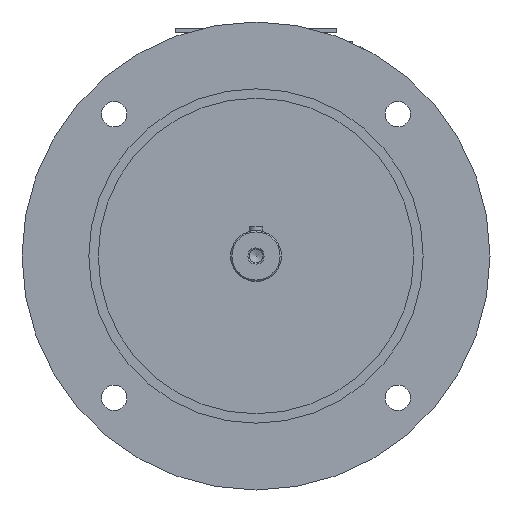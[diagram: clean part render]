
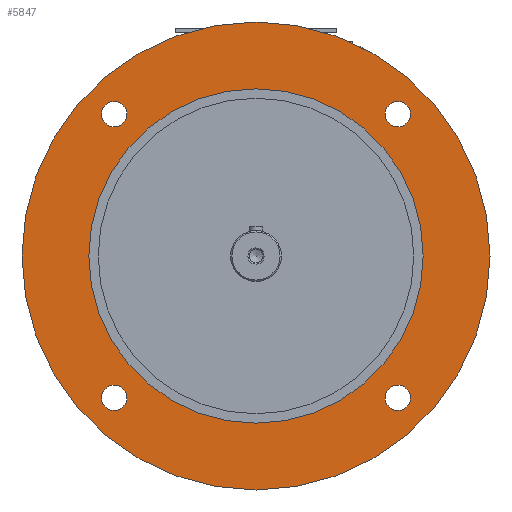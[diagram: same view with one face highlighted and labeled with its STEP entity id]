
A CAD part, front view. The second image highlights one B-rep face of the part: STEP entity #5847.
In plain terms, the highlighted planar face has unit normal (0, -1, 0).
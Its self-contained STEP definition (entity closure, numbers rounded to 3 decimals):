
#1292=PLANE('',#8509);
#1581=ORIENTED_EDGE('',*,*,#3338,.F.);
#1582=ORIENTED_EDGE('',*,*,#3340,.F.);
#1583=ORIENTED_EDGE('',*,*,#3342,.F.);
#1584=ORIENTED_EDGE('',*,*,#3352,.F.);
#1585=ORIENTED_EDGE('',*,*,#3351,.F.);
#1586=ORIENTED_EDGE('',*,*,#3347,.T.);
#3338=EDGE_CURVE('',#4228,#4228,#4803,.T.);
#3340=EDGE_CURVE('',#4230,#4230,#4805,.T.);
#3342=EDGE_CURVE('',#4232,#4232,#4807,.T.);
#3347=EDGE_CURVE('',#4237,#4237,#4812,.T.);
#3351=EDGE_CURVE('',#4241,#4241,#4816,.T.);
#3352=EDGE_CURVE('',#4242,#4242,#4817,.T.);
#4228=VERTEX_POINT('',#10884);
#4230=VERTEX_POINT('',#10889);
#4232=VERTEX_POINT('',#10894);
#4237=VERTEX_POINT('',#10906);
#4241=VERTEX_POINT('',#10917);
#4242=VERTEX_POINT('',#10920);
#4803=CIRCLE('',#8488,9.5);
#4805=CIRCLE('',#8491,9.5);
#4807=CIRCLE('',#8494,9.5);
#4812=CIRCLE('',#8501,125.);
#4816=CIRCLE('',#8508,175.);
#4817=CIRCLE('',#8510,9.5);
#5054=EDGE_LOOP('',(#1581));
#5055=EDGE_LOOP('',(#1582));
#5056=EDGE_LOOP('',(#1583));
#5057=EDGE_LOOP('',(#1584));
#5058=EDGE_LOOP('',(#1585));
#5059=EDGE_LOOP('',(#1586));
#5429=FACE_BOUND('',#5054,.T.);
#5430=FACE_BOUND('',#5055,.T.);
#5431=FACE_BOUND('',#5056,.T.);
#5432=FACE_BOUND('',#5057,.T.);
#5433=FACE_BOUND('',#5058,.T.);
#5434=FACE_BOUND('',#5059,.T.);
#5847=ADVANCED_FACE('',(#5429,#5430,#5431,#5432,#5433,#5434),#1292,.F.);
#8488=AXIS2_PLACEMENT_3D('',#10883,#9120,#9121);
#8491=AXIS2_PLACEMENT_3D('',#10888,#9126,#9127);
#8494=AXIS2_PLACEMENT_3D('',#10893,#9132,#9133);
#8501=AXIS2_PLACEMENT_3D('',#10905,#9146,#9147);
#8508=AXIS2_PLACEMENT_3D('',#10916,#9160,#9161);
#8509=AXIS2_PLACEMENT_3D('',#10918,#9162,#9163);
#8510=AXIS2_PLACEMENT_3D('',#10919,#9164,#9165);
#9120=DIRECTION('',(0.,-1.,0.));
#9121=DIRECTION('',(0.,0.,1.));
#9126=DIRECTION('',(0.,-1.,0.));
#9127=DIRECTION('',(-1.,0.,0.));
#9132=DIRECTION('',(0.,-1.,0.));
#9133=DIRECTION('',(0.,0.,-1.));
#9146=DIRECTION('',(0.,1.,0.));
#9147=DIRECTION('',(0.,0.,1.));
#9160=DIRECTION('',(0.,1.,0.));
#9161=DIRECTION('',(1.,0.,0.));
#9162=DIRECTION('',(0.,1.,0.));
#9163=DIRECTION('',(0.,0.,1.));
#9164=DIRECTION('',(0.,-1.,0.));
#9165=DIRECTION('',(1.,0.,0.));
#10883=CARTESIAN_POINT('',(-106.066,-40.,-106.066));
#10884=CARTESIAN_POINT('',(-106.066,-40.,-96.566));
#10888=CARTESIAN_POINT('',(106.066,-40.,-106.066));
#10889=CARTESIAN_POINT('',(96.566,-40.,-106.066));
#10893=CARTESIAN_POINT('',(106.066,-40.,106.066));
#10894=CARTESIAN_POINT('',(106.066,-40.,96.566));
#10905=CARTESIAN_POINT('',(0.,-40.,0.));
#10906=CARTESIAN_POINT('',(0.,-40.,125.));
#10916=CARTESIAN_POINT('',(0.,-40.,0.));
#10917=CARTESIAN_POINT('',(175.,-40.,0.));
#10918=CARTESIAN_POINT('',(0.,-40.,0.));
#10919=CARTESIAN_POINT('',(-106.066,-40.,106.066));
#10920=CARTESIAN_POINT('',(-96.566,-40.,106.066));
